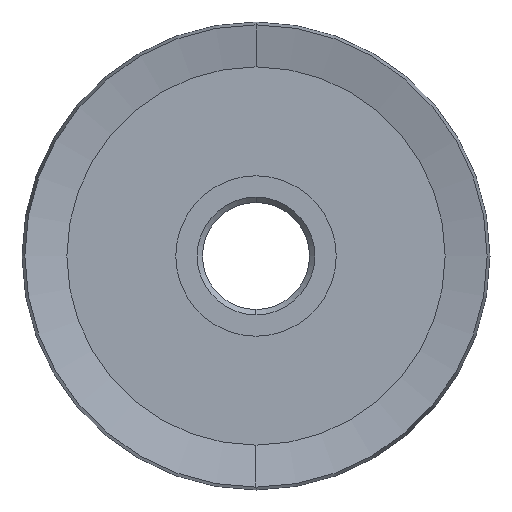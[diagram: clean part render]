
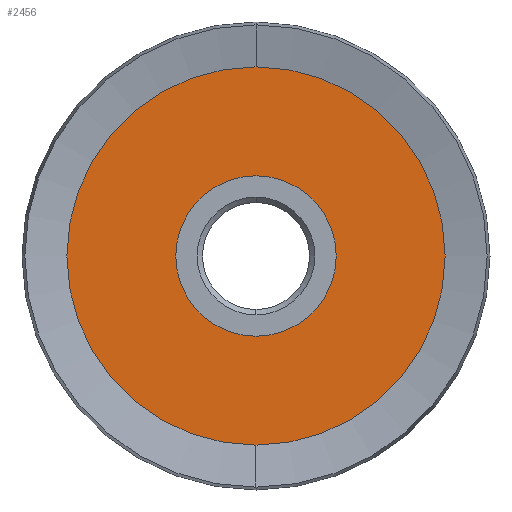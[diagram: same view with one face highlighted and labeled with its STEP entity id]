
A CAD part, left-side view. The second image highlights one B-rep face of the part: STEP entity #2456.
In plain terms, the highlighted planar face has unit normal (-1, 0, 0).
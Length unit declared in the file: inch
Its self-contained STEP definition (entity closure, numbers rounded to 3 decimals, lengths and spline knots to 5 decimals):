
#42 = AXIS2_PLACEMENT_3D ( 'NONE', #792, #4977, #1395 ) ;
#139 = CIRCLE ( 'NONE', #42, 0.1875 ) ;
#150 = EDGE_CURVE ( 'NONE', #405, #955, #1472, .T. ) ;
#395 = EDGE_CURVE ( 'NONE', #6910, #7148, #139, .T. ) ;
#405 = VERTEX_POINT ( 'NONE', #1435 ) ;
#792 = CARTESIAN_POINT ( 'NONE',  ( 0.0325, 0., 0. ) ) ;
#955 = VERTEX_POINT ( 'NONE', #3501 ) ;
#1110 = EDGE_LOOP ( 'NONE', ( #2638, #7049 ) ) ;
#1201 = DIRECTION ( 'NONE',  ( -1., 0., 0. ) ) ;
#1395 = DIRECTION ( 'NONE',  ( 0., 0., 1. ) ) ;
#1435 = CARTESIAN_POINT ( 'NONE',  ( 0.0325, 0., -0.44208 ) ) ;
#1472 = CIRCLE ( 'NONE', #2587, 0.44208 ) ;
#1482 = DIRECTION ( 'NONE',  ( -1., 0., 0. ) ) ;
#1976 = EDGE_CURVE ( 'NONE', #7148, #6910, #7357, .T. ) ;
#2175 = CARTESIAN_POINT ( 'NONE',  ( 0.0325, 0., -0.1875 ) ) ;
#2191 = CARTESIAN_POINT ( 'NONE',  ( 0.0325, 0., 0.1875 ) ) ;
#2388 = FACE_OUTER_BOUND ( 'NONE', #2631, .T. ) ;
#2411 = DIRECTION ( 'NONE',  ( -1., 0., 0. ) ) ;
#2456 = ADVANCED_FACE ( 'NONE', ( #6711, #2388 ), #4782, .T. ) ;
#2587 = AXIS2_PLACEMENT_3D ( 'NONE', #5051, #1482, #5637 ) ;
#2631 = EDGE_LOOP ( 'NONE', ( #4961, #3283 ) ) ;
#2638 = ORIENTED_EDGE ( 'NONE', *, *, #395, .F. ) ;
#2900 = AXIS2_PLACEMENT_3D ( 'NONE', #6524, #1201, #5363 ) ;
#3200 = DIRECTION ( 'NONE',  ( -1., 0., 0. ) ) ;
#3283 = ORIENTED_EDGE ( 'NONE', *, *, #150, .T. ) ;
#3501 = CARTESIAN_POINT ( 'NONE',  ( 0.0325, 0., 0.44208 ) ) ;
#4782 = PLANE ( 'NONE',  #2900 ) ;
#4793 = AXIS2_PLACEMENT_3D ( 'NONE', #5967, #2411, #6552 ) ;
#4961 = ORIENTED_EDGE ( 'NONE', *, *, #6911, .T. ) ;
#4977 = DIRECTION ( 'NONE',  ( -1., 0., 0. ) ) ;
#5051 = CARTESIAN_POINT ( 'NONE',  ( 0.0325, 0., 0. ) ) ;
#5363 = DIRECTION ( 'NONE',  ( 0., 0., 1. ) ) ;
#5637 = DIRECTION ( 'NONE',  ( 0., 0., 1. ) ) ;
#5967 = CARTESIAN_POINT ( 'NONE',  ( 0.0325, 0., 0. ) ) ;
#6524 = CARTESIAN_POINT ( 'NONE',  ( 0.0325, 0., 0. ) ) ;
#6552 = DIRECTION ( 'NONE',  ( 0., 0., 1. ) ) ;
#6711 = FACE_BOUND ( 'NONE', #1110, .T. ) ;
#6746 = CARTESIAN_POINT ( 'NONE',  ( 0.0325, 0., 0. ) ) ;
#6910 = VERTEX_POINT ( 'NONE', #2175 ) ;
#6911 = EDGE_CURVE ( 'NONE', #955, #405, #7032, .T. ) ;
#7032 = CIRCLE ( 'NONE', #7402, 0.44208 ) ;
#7049 = ORIENTED_EDGE ( 'NONE', *, *, #1976, .F. ) ;
#7148 = VERTEX_POINT ( 'NONE', #2191 ) ;
#7326 = DIRECTION ( 'NONE',  ( 0., 0., 1. ) ) ;
#7357 = CIRCLE ( 'NONE', #4793, 0.1875 ) ;
#7402 = AXIS2_PLACEMENT_3D ( 'NONE', #6746, #3200, #7326 ) ;
